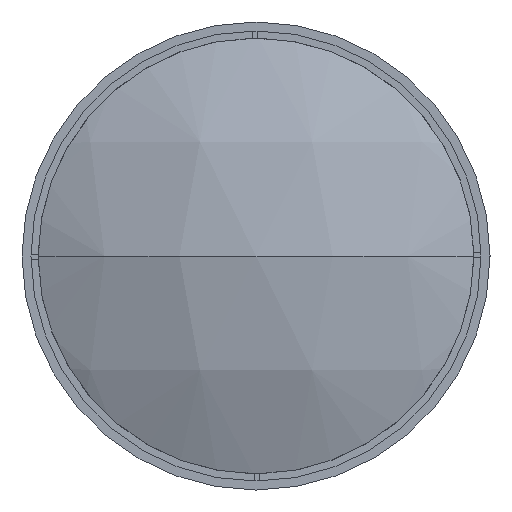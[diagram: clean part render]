
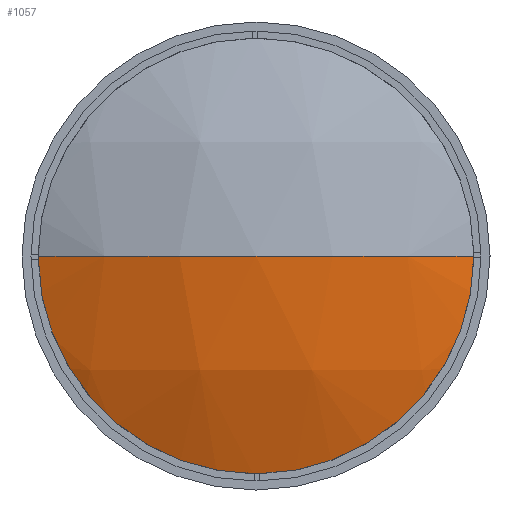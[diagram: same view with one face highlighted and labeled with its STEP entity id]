
A CAD part, left-side view. The second image highlights one B-rep face of the part: STEP entity #1057.
In plain terms, the highlighted spherical face has radius 144.52 mm.
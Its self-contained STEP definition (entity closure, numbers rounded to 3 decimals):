
#1057 = ADVANCED_FACE ( 'NONE', ( #7984 ), #3210, .T. ) ;
#1759 = AXIS2_PLACEMENT_3D ( 'NONE', #19661, #9083, #21467 ) ;
#2052 = CARTESIAN_POINT ( 'NONE',  ( 13.975, 0., 0. ) ) ;
#2642 = AXIS2_PLACEMENT_3D ( 'NONE', #7870, #3724, #10899 ) ;
#3210 = SPHERICAL_SURFACE ( 'NONE', #2642, 144.52 ) ;
#3370 = ORIENTED_EDGE ( 'NONE', *, *, #13819, .T. ) ;
#3724 = DIRECTION ( 'NONE',  ( 0., 0., -1. ) ) ;
#3821 = CIRCLE ( 'NONE', #1759, 144.52 ) ;
#3863 = DIRECTION ( 'NONE',  ( 0., 0., 1. ) ) ;
#5359 = VERTEX_POINT ( 'NONE', #6105 ) ;
#6105 = CARTESIAN_POINT ( 'NONE',  ( 0., 0., 0. ) ) ;
#6785 = ORIENTED_EDGE ( 'NONE', *, *, #14427, .T. ) ;
#7774 = CARTESIAN_POINT ( 'NONE',  ( 13.975, -62., 0. ) ) ;
#7870 = CARTESIAN_POINT ( 'NONE',  ( 144.52, 0., 0. ) ) ;
#7984 = FACE_OUTER_BOUND ( 'NONE', #15001, .T. ) ;
#8542 = AXIS2_PLACEMENT_3D ( 'NONE', #2052, #14514, #3863 ) ;
#9083 = DIRECTION ( 'NONE',  ( 0., 0., 1. ) ) ;
#10721 = CARTESIAN_POINT ( 'NONE',  ( 144.52, 0., 0. ) ) ;
#10899 = DIRECTION ( 'NONE',  ( 0., 1., 0. ) ) ;
#12491 = DIRECTION ( 'NONE',  ( 0., 1., 0. ) ) ;
#12553 = VERTEX_POINT ( 'NONE', #15084 ) ;
#13045 = ORIENTED_EDGE ( 'NONE', *, *, #13858, .F. ) ;
#13819 = EDGE_CURVE ( 'NONE', #14528, #5359, #22192, .T. ) ;
#13858 = EDGE_CURVE ( 'NONE', #12553, #5359, #3821, .T. ) ;
#14427 = EDGE_CURVE ( 'NONE', #12553, #14528, #16592, .T. ) ;
#14514 = DIRECTION ( 'NONE',  ( -1., 0., 0. ) ) ;
#14528 = VERTEX_POINT ( 'NONE', #7774 ) ;
#15001 = EDGE_LOOP ( 'NONE', ( #6785, #3370, #13045 ) ) ;
#15084 = CARTESIAN_POINT ( 'NONE',  ( 13.975, 62., 0. ) ) ;
#16592 = CIRCLE ( 'NONE', #8542, 62. ) ;
#19661 = CARTESIAN_POINT ( 'NONE',  ( 144.52, 0., 0. ) ) ;
#21467 = DIRECTION ( 'NONE',  ( 1., 0., 0. ) ) ;
#22192 = CIRCLE ( 'NONE', #22504, 144.52 ) ;
#22504 = AXIS2_PLACEMENT_3D ( 'NONE', #10721, #23128, #12491 ) ;
#23128 = DIRECTION ( 'NONE',  ( 0., 0., -1. ) ) ;
